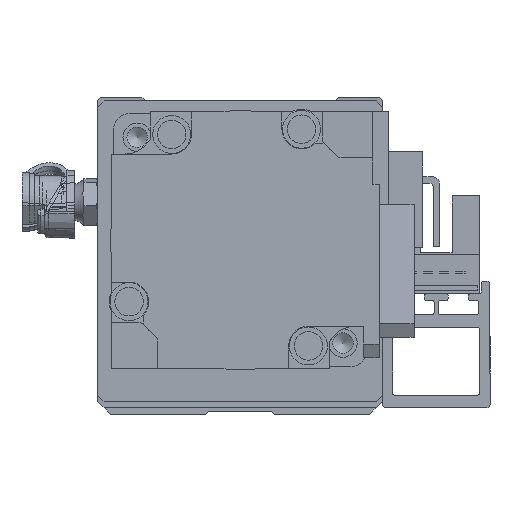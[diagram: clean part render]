
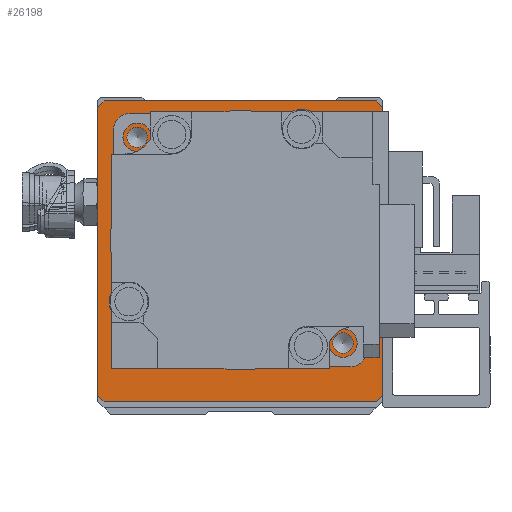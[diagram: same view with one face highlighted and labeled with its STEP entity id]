
A CAD part, front view. The second image highlights one B-rep face of the part: STEP entity #26198.
In plain terms, the highlighted planar face has unit normal (0, -1, 0).
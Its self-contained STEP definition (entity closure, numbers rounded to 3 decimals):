
#858=FACE_BOUND('',#4041,.T.);
#859=FACE_BOUND('',#4042,.T.);
#860=FACE_BOUND('',#4043,.T.);
#861=FACE_BOUND('',#4044,.T.);
#862=FACE_BOUND('',#4045,.T.);
#863=FACE_BOUND('',#4046,.T.);
#864=FACE_BOUND('',#4047,.T.);
#865=FACE_BOUND('',#4048,.T.);
#866=FACE_BOUND('',#4049,.T.);
#1233=PLANE('',#28402);
#2404=FACE_OUTER_BOUND('',#4040,.T.);
#4040=EDGE_LOOP('',(#19232,#19233,#19234,#19235,#19236,#19237,#19238,#19239));
#4041=EDGE_LOOP('',(#19240));
#4042=EDGE_LOOP('',(#19241));
#4043=EDGE_LOOP('',(#19242));
#4044=EDGE_LOOP('',(#19243));
#4045=EDGE_LOOP('',(#19244));
#4046=EDGE_LOOP('',(#19245));
#4047=EDGE_LOOP('',(#19246));
#4048=EDGE_LOOP('',(#19247));
#4049=EDGE_LOOP('',(#19248));
#5930=LINE('',#40647,#8058);
#5939=LINE('',#40700,#8067);
#5941=LINE('',#40704,#8069);
#5968=LINE('',#40804,#8096);
#5970=LINE('',#40807,#8098);
#5972=LINE('',#40811,#8100);
#5974=LINE('',#40815,#8102);
#5975=LINE('',#40817,#8103);
#8058=VECTOR('',#32394,10.);
#8067=VECTOR('',#32425,10.);
#8069=VECTOR('',#32429,10.);
#8096=VECTOR('',#32546,10.);
#8098=VECTOR('',#32550,10.);
#8100=VECTOR('',#32554,10.);
#8102=VECTOR('',#32558,10.);
#8103=VECTOR('',#32561,10.);
#10008=CIRCLE('',#28362,1.621);
#10010=CIRCLE('',#28366,1.621);
#10012=CIRCLE('',#28370,1.621);
#10014=CIRCLE('',#28374,1.621);
#10017=CIRCLE('',#28382,3.);
#10018=CIRCLE('',#28385,3.);
#10019=CIRCLE('',#28388,3.);
#10020=CIRCLE('',#28391,3.);
#10021=CIRCLE('',#28394,15.);
#11710=VERTEX_POINT('',#40644);
#11711=VERTEX_POINT('',#40646);
#11718=VERTEX_POINT('',#40698);
#11719=VERTEX_POINT('',#40702);
#11726=VERTEX_POINT('',#40725);
#11729=VERTEX_POINT('',#40734);
#11732=VERTEX_POINT('',#40743);
#11735=VERTEX_POINT('',#40752);
#11740=VERTEX_POINT('',#40770);
#11741=VERTEX_POINT('',#40776);
#11742=VERTEX_POINT('',#40782);
#11743=VERTEX_POINT('',#40788);
#11744=VERTEX_POINT('',#40794);
#11746=VERTEX_POINT('',#40801);
#11747=VERTEX_POINT('',#40803);
#11748=VERTEX_POINT('',#40809);
#11749=VERTEX_POINT('',#40813);
#14486=EDGE_CURVE('',#11710,#11711,#5930,.T.);
#14501=EDGE_CURVE('',#11718,#11710,#5939,.T.);
#14503=EDGE_CURVE('',#11719,#11718,#5941,.T.);
#14512=EDGE_CURVE('',#11726,#11726,#10008,.T.);
#14516=EDGE_CURVE('',#11729,#11729,#10010,.T.);
#14520=EDGE_CURVE('',#11732,#11732,#10012,.T.);
#14524=EDGE_CURVE('',#11735,#11735,#10014,.T.);
#14532=EDGE_CURVE('',#11740,#11740,#10017,.T.);
#14535=EDGE_CURVE('',#11741,#11741,#10018,.T.);
#14538=EDGE_CURVE('',#11742,#11742,#10019,.T.);
#14541=EDGE_CURVE('',#11743,#11743,#10020,.T.);
#14544=EDGE_CURVE('',#11744,#11744,#10021,.T.);
#14548=EDGE_CURVE('',#11746,#11747,#5968,.T.);
#14550=EDGE_CURVE('',#11711,#11746,#5970,.T.);
#14552=EDGE_CURVE('',#11748,#11719,#5972,.T.);
#14554=EDGE_CURVE('',#11749,#11748,#5974,.T.);
#14555=EDGE_CURVE('',#11747,#11749,#5975,.T.);
#19232=ORIENTED_EDGE('',*,*,#14555,.F.);
#19233=ORIENTED_EDGE('',*,*,#14548,.F.);
#19234=ORIENTED_EDGE('',*,*,#14550,.F.);
#19235=ORIENTED_EDGE('',*,*,#14486,.F.);
#19236=ORIENTED_EDGE('',*,*,#14501,.F.);
#19237=ORIENTED_EDGE('',*,*,#14503,.F.);
#19238=ORIENTED_EDGE('',*,*,#14552,.F.);
#19239=ORIENTED_EDGE('',*,*,#14554,.F.);
#19240=ORIENTED_EDGE('',*,*,#14512,.T.);
#19241=ORIENTED_EDGE('',*,*,#14516,.T.);
#19242=ORIENTED_EDGE('',*,*,#14520,.T.);
#19243=ORIENTED_EDGE('',*,*,#14524,.T.);
#19244=ORIENTED_EDGE('',*,*,#14532,.T.);
#19245=ORIENTED_EDGE('',*,*,#14535,.T.);
#19246=ORIENTED_EDGE('',*,*,#14538,.T.);
#19247=ORIENTED_EDGE('',*,*,#14541,.T.);
#19248=ORIENTED_EDGE('',*,*,#14544,.T.);
#26198=ADVANCED_FACE('',(#2404,#858,#859,#860,#861,#862,#863,#864,#865,
#866),#1233,.F.);
#28362=AXIS2_PLACEMENT_3D('',#40726,#32453,#32454);
#28366=AXIS2_PLACEMENT_3D('',#40735,#32463,#32464);
#28370=AXIS2_PLACEMENT_3D('',#40744,#32473,#32474);
#28374=AXIS2_PLACEMENT_3D('',#40753,#32483,#32484);
#28382=AXIS2_PLACEMENT_3D('',#40771,#32504,#32505);
#28385=AXIS2_PLACEMENT_3D('',#40777,#32512,#32513);
#28388=AXIS2_PLACEMENT_3D('',#40783,#32520,#32521);
#28391=AXIS2_PLACEMENT_3D('',#40789,#32528,#32529);
#28394=AXIS2_PLACEMENT_3D('',#40795,#32536,#32537);
#28402=AXIS2_PLACEMENT_3D('',#40818,#32562,#32563);
#32394=DIRECTION('',(-1.,0.,0.));
#32425=DIRECTION('',(-0.707,0.,-0.707));
#32429=DIRECTION('',(0.,0.,-1.));
#32453=DIRECTION('center_axis',(0.,1.,0.));
#32454=DIRECTION('ref_axis',(1.,0.,0.));
#32463=DIRECTION('center_axis',(0.,1.,0.));
#32464=DIRECTION('ref_axis',(1.,0.,0.));
#32473=DIRECTION('center_axis',(0.,1.,0.));
#32474=DIRECTION('ref_axis',(1.,0.,0.));
#32483=DIRECTION('center_axis',(0.,1.,0.));
#32484=DIRECTION('ref_axis',(1.,0.,0.));
#32504=DIRECTION('center_axis',(0.,1.,0.));
#32505=DIRECTION('ref_axis',(1.,0.,0.));
#32512=DIRECTION('center_axis',(0.,1.,0.));
#32513=DIRECTION('ref_axis',(1.,0.,0.));
#32520=DIRECTION('center_axis',(0.,1.,0.));
#32521=DIRECTION('ref_axis',(1.,0.,0.));
#32528=DIRECTION('center_axis',(0.,1.,0.));
#32529=DIRECTION('ref_axis',(1.,0.,0.));
#32536=DIRECTION('center_axis',(0.,1.,0.));
#32537=DIRECTION('ref_axis',(-1.,0.,0.));
#32546=DIRECTION('',(0.,0.,1.));
#32550=DIRECTION('',(-0.707,0.,0.707));
#32554=DIRECTION('',(0.707,0.,-0.707));
#32558=DIRECTION('',(1.,0.,0.));
#32561=DIRECTION('',(0.707,0.,0.707));
#32562=DIRECTION('center_axis',(0.,1.,0.));
#32563=DIRECTION('ref_axis',(0.,0.,1.));
#40644=CARTESIAN_POINT('',(44.,0.,0.));
#40646=CARTESIAN_POINT('',(1.,0.,0.));
#40647=CARTESIAN_POINT('',(44.,0.,0.));
#40698=CARTESIAN_POINT('',(45.,0.,1.));
#40700=CARTESIAN_POINT('',(45.,0.,1.));
#40702=CARTESIAN_POINT('',(45.,0.,46.5));
#40704=CARTESIAN_POINT('',(45.,0.,46.5));
#40725=CARTESIAN_POINT('',(37.142,0.,9.237));
#40726=CARTESIAN_POINT('Origin',(38.763,0.,9.237));
#40734=CARTESIAN_POINT('',(4.616,0.,41.763));
#40735=CARTESIAN_POINT('Origin',(6.237,0.,41.763));
#40743=CARTESIAN_POINT('',(37.142,0.,41.763));
#40744=CARTESIAN_POINT('Origin',(38.763,0.,41.763));
#40752=CARTESIAN_POINT('',(4.616,0.,9.237));
#40753=CARTESIAN_POINT('Origin',(6.237,0.,9.237));
#40770=CARTESIAN_POINT('',(36.5,0.,17.));
#40771=CARTESIAN_POINT('Origin',(39.5,0.,17.));
#40776=CARTESIAN_POINT('',(2.5,0.,34.));
#40777=CARTESIAN_POINT('Origin',(5.5,0.,34.));
#40782=CARTESIAN_POINT('',(36.5,0.,34.));
#40783=CARTESIAN_POINT('Origin',(39.5,0.,34.));
#40788=CARTESIAN_POINT('',(2.5,0.,17.));
#40789=CARTESIAN_POINT('Origin',(5.5,0.,17.));
#40794=CARTESIAN_POINT('',(37.5,0.,25.5));
#40795=CARTESIAN_POINT('Origin',(22.5,0.,25.5));
#40801=CARTESIAN_POINT('',(0.,0.,1.));
#40803=CARTESIAN_POINT('',(0.,0.,46.5));
#40804=CARTESIAN_POINT('',(0.,0.,1.));
#40807=CARTESIAN_POINT('',(1.,0.,0.));
#40809=CARTESIAN_POINT('',(44.,0.,47.5));
#40811=CARTESIAN_POINT('',(44.,0.,47.5));
#40813=CARTESIAN_POINT('',(1.,0.,47.5));
#40815=CARTESIAN_POINT('',(1.,0.,47.5));
#40817=CARTESIAN_POINT('',(0.,0.,46.5));
#40818=CARTESIAN_POINT('Origin',(22.5,0.,23.75));
